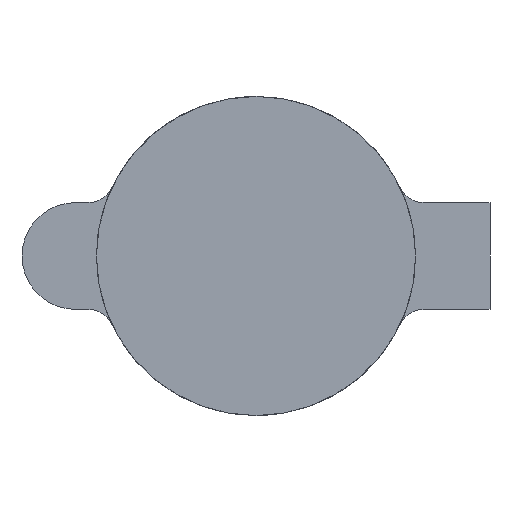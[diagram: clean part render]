
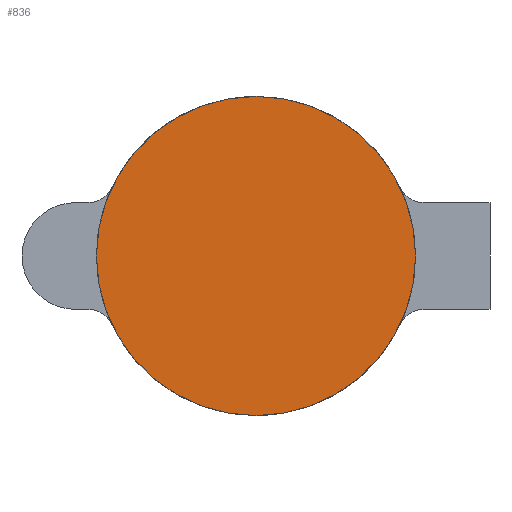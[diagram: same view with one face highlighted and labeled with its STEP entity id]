
A CAD part, left-side view. The second image highlights one B-rep face of the part: STEP entity #836.
In plain terms, the highlighted planar face has unit normal (-1, 0, 0).
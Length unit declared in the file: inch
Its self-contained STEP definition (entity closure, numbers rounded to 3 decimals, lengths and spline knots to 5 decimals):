
#47 = DIRECTION ( 'NONE',  ( 0., 0., 1. ) ) ;
#165 = AXIS2_PLACEMENT_3D ( 'NONE', #602, #320, #1179 ) ;
#241 = DIRECTION ( 'NONE',  ( -1., 0., 0. ) ) ;
#320 = DIRECTION ( 'NONE',  ( -1., 0., 0. ) ) ;
#352 = CARTESIAN_POINT ( 'NONE',  ( 0., 0., 0.03 ) ) ;
#363 = FACE_OUTER_BOUND ( 'NONE', #1205, .T. ) ;
#411 = CIRCLE ( 'NONE', #165, 0.03 ) ;
#478 = DIRECTION ( 'NONE',  ( 0., 0., -1. ) ) ;
#530 = CARTESIAN_POINT ( 'NONE',  ( 0., 0., 0. ) ) ;
#571 = CARTESIAN_POINT ( 'NONE',  ( 0., 0., -0.03 ) ) ;
#576 = ORIENTED_EDGE ( 'NONE', *, *, #1019, .T. ) ;
#602 = CARTESIAN_POINT ( 'NONE',  ( 0., 0., 0. ) ) ;
#638 = AXIS2_PLACEMENT_3D ( 'NONE', #1260, #655, #478 ) ;
#655 = DIRECTION ( 'NONE',  ( 1., 0., 0. ) ) ;
#675 = AXIS2_PLACEMENT_3D ( 'NONE', #530, #241, #47 ) ;
#689 = VERTEX_POINT ( 'NONE', #352 ) ;
#706 = CIRCLE ( 'NONE', #675, 0.03 ) ;
#738 = VERTEX_POINT ( 'NONE', #571 ) ;
#836 = ADVANCED_FACE ( 'NONE', ( #363 ), #1155, .F. ) ;
#1019 = EDGE_CURVE ( 'NONE', #689, #738, #411, .T. ) ;
#1154 = EDGE_CURVE ( 'NONE', #738, #689, #706, .T. ) ;
#1155 = PLANE ( 'NONE',  #638 ) ;
#1163 = ORIENTED_EDGE ( 'NONE', *, *, #1154, .T. ) ;
#1179 = DIRECTION ( 'NONE',  ( 0., 0., 1. ) ) ;
#1205 = EDGE_LOOP ( 'NONE', ( #576, #1163 ) ) ;
#1260 = CARTESIAN_POINT ( 'NONE',  ( 0., 0., 0. ) ) ;
